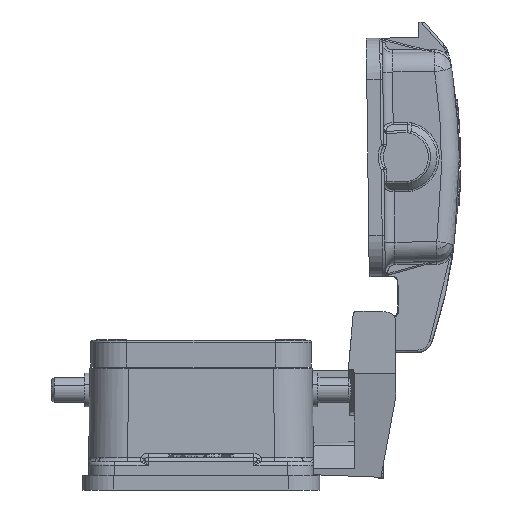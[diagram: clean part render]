
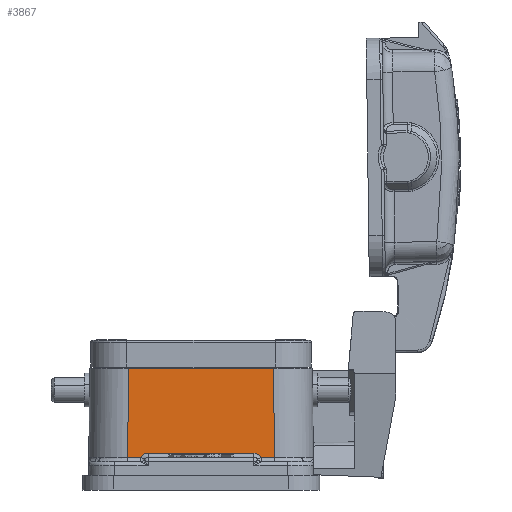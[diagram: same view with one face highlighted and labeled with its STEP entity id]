
A CAD part, left-side view. The second image highlights one B-rep face of the part: STEP entity #3867.
In plain terms, the highlighted planar face has unit normal (-1, 0, 0.009).
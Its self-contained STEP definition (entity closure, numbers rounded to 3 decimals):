
#528=(
BOUNDED_CURVE()
B_SPLINE_CURVE(3,(#39152,#39153,#39154,#39155),.UNSPECIFIED.,.F.,.F.)
B_SPLINE_CURVE_WITH_KNOTS((4,4),(0.,1.),.UNSPECIFIED.)
CURVE()
GEOMETRIC_REPRESENTATION_ITEM()
RATIONAL_B_SPLINE_CURVE((1.,0.911,0.911,1.))
REPRESENTATION_ITEM('')
);
#529=(
BOUNDED_CURVE()
B_SPLINE_CURVE(3,(#39174,#39175,#39176,#39177),.UNSPECIFIED.,.F.,.F.)
B_SPLINE_CURVE_WITH_KNOTS((4,4),(0.,1.),.UNSPECIFIED.)
CURVE()
GEOMETRIC_REPRESENTATION_ITEM()
RATIONAL_B_SPLINE_CURVE((1.,0.911,0.911,1.))
REPRESENTATION_ITEM('')
);
#2000=FACE_OUTER_BOUND('',#8142,.T.);
#3867=ADVANCED_FACE('NONE',(#2000),#4399,.T.);
#4399=PLANE('',#21726);
#5310=LINE('',#39166,#6556);
#5334=LINE('',#39622,#6580);
#5343=LINE('',#39764,#6589);
#5548=LINE('',#41272,#6794);
#5549=LINE('',#41274,#6795);
#5550=LINE('',#41276,#6796);
#6556=VECTOR('',#25262,1.);
#6580=VECTOR('',#25389,1.);
#6589=VECTOR('',#25414,1.);
#6794=VECTOR('',#26059,1.);
#6795=VECTOR('',#26060,1.);
#6796=VECTOR('',#26061,1.);
#8142=EDGE_LOOP('',(#13175,#13176,#13177,#13178,#13179,#13180,#13181,#13182));
#13175=ORIENTED_EDGE('',*,*,#18510,.T.);
#13176=ORIENTED_EDGE('',*,*,#18406,.T.);
#13177=ORIENTED_EDGE('',*,*,#18409,.T.);
#13178=ORIENTED_EDGE('',*,*,#18411,.T.);
#13179=ORIENTED_EDGE('',*,*,#18485,.T.);
#13180=ORIENTED_EDGE('',*,*,#18924,.F.);
#13181=ORIENTED_EDGE('',*,*,#18925,.F.);
#13182=ORIENTED_EDGE('',*,*,#18926,.F.);
#15769=VERTEX_POINT('',#39144);
#15770=VERTEX_POINT('',#39151);
#15771=VERTEX_POINT('',#39165);
#15773=VERTEX_POINT('',#39173);
#15811=VERTEX_POINT('',#39623);
#15825=VERTEX_POINT('',#39742);
#16087=VERTEX_POINT('',#41273);
#16088=VERTEX_POINT('',#41275);
#18406=EDGE_CURVE('NONE',#15769,#15770,#528,.T.);
#18409=EDGE_CURVE('NONE',#15770,#15771,#5310,.T.);
#18411=EDGE_CURVE('NONE',#15771,#15773,#529,.T.);
#18485=EDGE_CURVE('NONE',#15773,#15811,#5334,.T.);
#18510=EDGE_CURVE('NONE',#15825,#15769,#5343,.T.);
#18924=EDGE_CURVE('NONE',#16087,#15811,#5548,.T.);
#18925=EDGE_CURVE('NONE',#16088,#16087,#5549,.T.);
#18926=EDGE_CURVE('NONE',#15825,#16088,#5550,.T.);
#21726=AXIS2_PLACEMENT_3D('',#41277,#26062,#26063);
#25262=DIRECTION('',(0.,-1.,0.));
#25389=DIRECTION('',(0.,-1.,0.));
#25414=DIRECTION('',(0.,-1.,0.));
#26059=DIRECTION('',(-0.009,-0.009,-1.));
#26060=DIRECTION('',(0.,-1.,0.));
#26061=DIRECTION('',(0.009,-0.009,1.));
#26062=DIRECTION('',(-1.,0.,0.009));
#26063=DIRECTION('',(0.009,0.,1.));
#39144=CARTESIAN_POINT('',(-46.65,11.586,4.793));
#39151=CARTESIAN_POINT('',(-46.643,10.2,5.593));
#39152=CARTESIAN_POINT('',(-46.65,11.586,4.793));
#39153=CARTESIAN_POINT('',(-46.646,11.293,5.3));
#39154=CARTESIAN_POINT('',(-46.643,10.786,5.593));
#39155=CARTESIAN_POINT('',(-46.643,10.2,5.593));
#39165=CARTESIAN_POINT('',(-46.643,-10.2,5.593));
#39166=CARTESIAN_POINT('',(-46.643,-10.2,5.593));
#39173=CARTESIAN_POINT('',(-46.65,-11.586,4.793));
#39174=CARTESIAN_POINT('',(-46.643,-10.2,5.593));
#39175=CARTESIAN_POINT('',(-46.643,-10.786,5.593));
#39176=CARTESIAN_POINT('',(-46.646,-11.293,5.3));
#39177=CARTESIAN_POINT('',(-46.65,-11.586,4.793));
#39622=CARTESIAN_POINT('',(-46.65,23.975,4.793));
#39623=CARTESIAN_POINT('',(-46.65,-14.15,4.793));
#39742=CARTESIAN_POINT('',(-46.65,14.15,4.793));
#39764=CARTESIAN_POINT('',(-46.65,23.975,4.793));
#41272=CARTESIAN_POINT('',(-46.498,-13.998,22.226));
#41273=CARTESIAN_POINT('',(-46.5,-14.,22.));
#41274=CARTESIAN_POINT('',(-46.5,0.,22.));
#41275=CARTESIAN_POINT('',(-46.5,14.,22.));
#41276=CARTESIAN_POINT('',(-46.497,13.998,22.306));
#41277=CARTESIAN_POINT('',(-46.5,23.975,22.));
